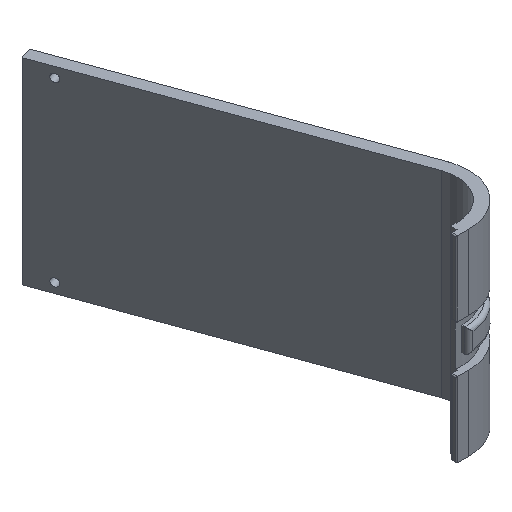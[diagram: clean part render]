
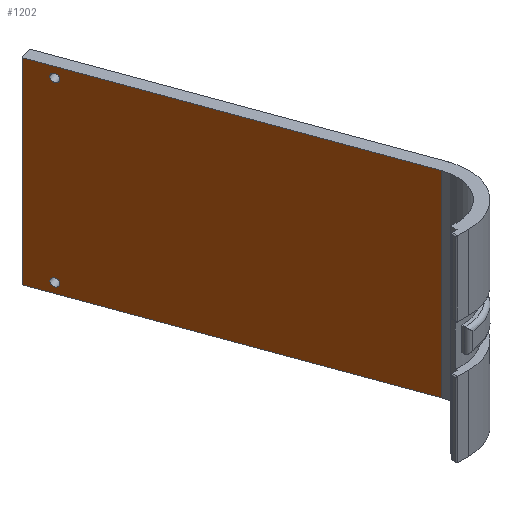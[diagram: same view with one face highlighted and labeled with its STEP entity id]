
A CAD part, isometric view. The second image highlights one B-rep face of the part: STEP entity #1202.
In plain terms, the highlighted planar face has unit normal (-0.94, -0.342, 0).
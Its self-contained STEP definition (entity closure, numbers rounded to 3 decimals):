
#10 = EDGE_CURVE ( 'NONE', #1031, #754, #1658, .T. ) ;
#17 = VECTOR ( 'NONE', #895, 1000. ) ;
#28 = DIRECTION ( 'NONE',  ( -0.94, -0.342, 0. ) ) ;
#101 = VECTOR ( 'NONE', #730, 1000. ) ;
#118 = FACE_BOUND ( 'NONE', #315, .T. ) ;
#125 = AXIS2_PLACEMENT_3D ( 'NONE', #362, #698, #1642 ) ;
#172 = CARTESIAN_POINT ( 'NONE',  ( 40.088, 20.325, 25. ) ) ;
#204 = CARTESIAN_POINT ( 'NONE',  ( 40.088, 20.325, -25. ) ) ;
#206 = DIRECTION ( 'NONE',  ( -0.94, -0.342, 0. ) ) ;
#208 = ORIENTED_EDGE ( 'NONE', *, *, #880, .F. ) ;
#231 = DIRECTION ( 'NONE',  ( -0.342, 0.94, 0. ) ) ;
#249 = EDGE_LOOP ( 'NONE', ( #1727, #560, #1371, #960 ) ) ;
#266 = PLANE ( 'NONE',  #1165 ) ;
#281 = VERTEX_POINT ( 'NONE', #1537 ) ;
#315 = EDGE_LOOP ( 'NONE', ( #1329, #1501 ) ) ;
#361 = AXIS2_PLACEMENT_3D ( 'NONE', #1393, #571, #1264 ) ;
#362 = CARTESIAN_POINT ( 'NONE',  ( 13.88, 92.333, -22.5 ) ) ;
#376 = CARTESIAN_POINT ( 'NONE',  ( 11.657, 98.441, 25. ) ) ;
#419 = LINE ( 'NONE', #948, #1637 ) ;
#453 = LINE ( 'NONE', #172, #101 ) ;
#456 = VERTEX_POINT ( 'NONE', #558 ) ;
#488 = EDGE_CURVE ( 'NONE', #1645, #281, #1225, .T. ) ;
#513 = DIRECTION ( 'NONE',  ( -0.342, 0.94, 0. ) ) ;
#558 = CARTESIAN_POINT ( 'NONE',  ( 11.657, 98.441, -25. ) ) ;
#560 = ORIENTED_EDGE ( 'NONE', *, *, #1588, .F. ) ;
#570 = EDGE_CURVE ( 'NONE', #1481, #798, #881, .T. ) ;
#571 = DIRECTION ( 'NONE',  ( -0.94, -0.342, 0. ) ) ;
#585 = ORIENTED_EDGE ( 'NONE', *, *, #10, .F. ) ;
#587 = EDGE_CURVE ( 'NONE', #798, #456, #758, .T. ) ;
#592 = DIRECTION ( 'NONE',  ( -0.342, 0.94, 0. ) ) ;
#617 = CARTESIAN_POINT ( 'NONE',  ( 14.222, 91.393, 22.5 ) ) ;
#655 = DIRECTION ( 'NONE',  ( -0.94, -0.342, 0. ) ) ;
#698 = DIRECTION ( 'NONE',  ( -0.94, -0.342, 0. ) ) ;
#705 = CIRCLE ( 'NONE', #1693, 1. ) ;
#730 = DIRECTION ( 'NONE',  ( 0., 0., -1. ) ) ;
#754 = VERTEX_POINT ( 'NONE', #1042 ) ;
#758 = LINE ( 'NONE', #376, #1683 ) ;
#771 = EDGE_CURVE ( 'NONE', #281, #1645, #705, .T. ) ;
#798 = VERTEX_POINT ( 'NONE', #898 ) ;
#851 = AXIS2_PLACEMENT_3D ( 'NONE', #1267, #206, #592 ) ;
#880 = EDGE_CURVE ( 'NONE', #754, #1031, #1638, .T. ) ;
#881 = LINE ( 'NONE', #1430, #17 ) ;
#895 = DIRECTION ( 'NONE',  ( -0.342, 0.94, 0. ) ) ;
#898 = CARTESIAN_POINT ( 'NONE',  ( 11.657, 98.441, 25. ) ) ;
#907 = VERTEX_POINT ( 'NONE', #204 ) ;
#948 = CARTESIAN_POINT ( 'NONE',  ( 40.088, 20.325, -25. ) ) ;
#953 = EDGE_LOOP ( 'NONE', ( #208, #585 ) ) ;
#960 = ORIENTED_EDGE ( 'NONE', *, *, #587, .T. ) ;
#1031 = VERTEX_POINT ( 'NONE', #1444 ) ;
#1042 = CARTESIAN_POINT ( 'NONE',  ( 14.222, 91.393, -22.5 ) ) ;
#1165 = AXIS2_PLACEMENT_3D ( 'NONE', #1595, #655, #1741 ) ;
#1202 = ADVANCED_FACE ( 'NONE', ( #1343, #118, #1615 ), #266, .T. ) ;
#1225 = CIRCLE ( 'NONE', #851, 1. ) ;
#1253 = CARTESIAN_POINT ( 'NONE',  ( 40.088, 20.325, 25. ) ) ;
#1264 = DIRECTION ( 'NONE',  ( 0.342, -0.94, 0. ) ) ;
#1267 = CARTESIAN_POINT ( 'NONE',  ( 13.88, 92.333, 22.5 ) ) ;
#1329 = ORIENTED_EDGE ( 'NONE', *, *, #488, .F. ) ;
#1343 = FACE_BOUND ( 'NONE', #953, .T. ) ;
#1371 = ORIENTED_EDGE ( 'NONE', *, *, #570, .T. ) ;
#1393 = CARTESIAN_POINT ( 'NONE',  ( 13.88, 92.333, -22.5 ) ) ;
#1430 = CARTESIAN_POINT ( 'NONE',  ( 40.088, 20.325, 25. ) ) ;
#1433 = EDGE_CURVE ( 'NONE', #907, #456, #419, .T. ) ;
#1444 = CARTESIAN_POINT ( 'NONE',  ( 13.538, 93.272, -22.5 ) ) ;
#1481 = VERTEX_POINT ( 'NONE', #1253 ) ;
#1501 = ORIENTED_EDGE ( 'NONE', *, *, #771, .F. ) ;
#1537 = CARTESIAN_POINT ( 'NONE',  ( 13.538, 93.272, 22.5 ) ) ;
#1588 = EDGE_CURVE ( 'NONE', #1481, #907, #453, .T. ) ;
#1595 = CARTESIAN_POINT ( 'NONE',  ( 40.088, 20.325, 25. ) ) ;
#1615 = FACE_OUTER_BOUND ( 'NONE', #249, .T. ) ;
#1637 = VECTOR ( 'NONE', #513, 1000. ) ;
#1638 = CIRCLE ( 'NONE', #361, 1. ) ;
#1642 = DIRECTION ( 'NONE',  ( 0.342, -0.94, 0. ) ) ;
#1645 = VERTEX_POINT ( 'NONE', #617 ) ;
#1658 = CIRCLE ( 'NONE', #125, 1. ) ;
#1683 = VECTOR ( 'NONE', #1734, 1000. ) ;
#1693 = AXIS2_PLACEMENT_3D ( 'NONE', #1738, #28, #231 ) ;
#1727 = ORIENTED_EDGE ( 'NONE', *, *, #1433, .F. ) ;
#1734 = DIRECTION ( 'NONE',  ( 0., 0., -1. ) ) ;
#1738 = CARTESIAN_POINT ( 'NONE',  ( 13.88, 92.333, 22.5 ) ) ;
#1741 = DIRECTION ( 'NONE',  ( 0.342, -0.94, 0. ) ) ;
